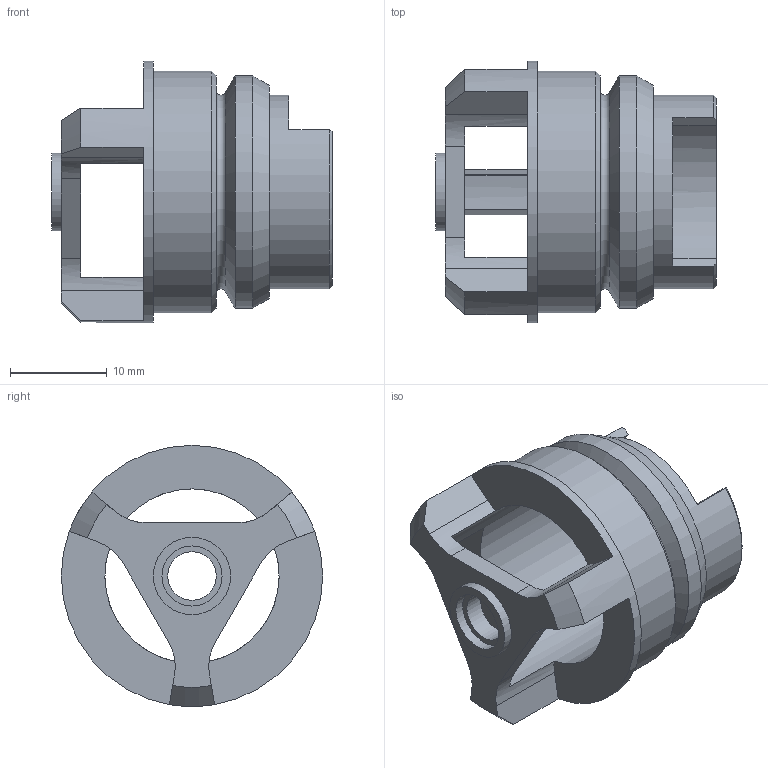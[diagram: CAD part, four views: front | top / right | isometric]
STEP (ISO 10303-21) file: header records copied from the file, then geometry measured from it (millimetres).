
FILE_DESCRIPTION(/* description */ ('STEP AP242','CAx-IF Rec.Pracs.---Representation and Presentation of Product Manufacturing Information (PMI)---4.0---2014-10-13','CAx-IF Rec.Pracs.---3D Tessellated Geometry---0.4---2014-09-14','2;1'),/* implementation_level */ '2;1');
FILE_NAME(/* name */ '66262e3f5aa91e52dd661df0',/* time_stamp */ '2024-04-22T09:30:40Z',/* author */ (''),/* organization */ (''),/* preprocessor_version */ 'ST-DEVELOPER v20',/* originating_system */ ' ',/* authorisation */ ' ');
FILE_SCHEMA (('AP242_MANAGED_MODEL_BASED_3D_ENGINEERING_MIM_LF { 1 0 10303 442 1 1 4 }'));
Length unit declared in the file: metre
Products named in the file (1): Part 1
Bounding box: 29 x 27 x 27 mm (x, y, z)
Volume: 3707.7 mm3; surface area: 3924.6 mm2
Topology: 1 solids, 1 shells, 46 faces, 130 edges, 85 vertices
Faces by surface type: plane 23, cylinder 15, cone 7, torus 1
Full cylindrical faces by diameter (mm): 5 x1, 6.2 x1, 8 x1, 18 x1, 20 x1, 24 x2, 25 x1, 27 x1
Entity records: 1446 total; most frequent: DIRECTION 262, CARTESIAN_POINT 241, ORIENTED_EDGE 226, EDGE_CURVE 113, AXIS2_PLACEMENT_3D 102, VERTEX_POINT 81, EDGE_LOOP 66, FACE_BOUND 66
